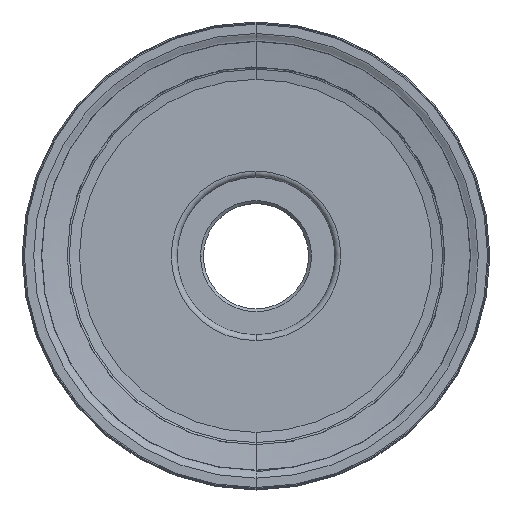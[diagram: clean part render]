
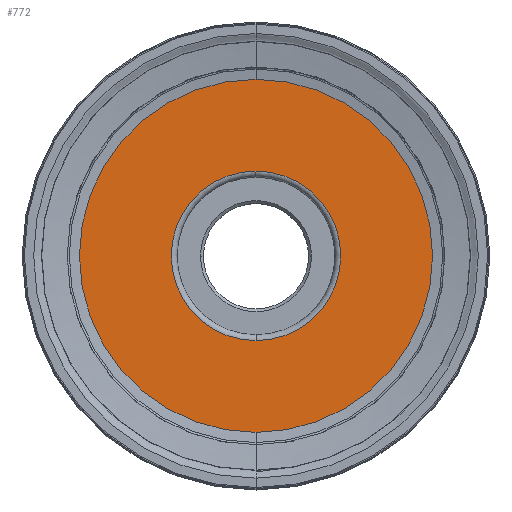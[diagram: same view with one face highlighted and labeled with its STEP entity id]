
A CAD part, top view. The second image highlights one B-rep face of the part: STEP entity #772.
In plain terms, the highlighted planar face has unit normal (0, 0, 1).
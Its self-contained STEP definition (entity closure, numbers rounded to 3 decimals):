
#15=CARTESIAN_POINT('',(0.,0.,63.1));
#16=DIRECTION('',(0.,0.,1.));
#17=DIRECTION('',(0.,1.,0.));
#18=AXIS2_PLACEMENT_3D('',#15,#16,#17);
#20=CARTESIAN_POINT('',(0.,0.,63.1));
#21=DIRECTION('',(0.,0.,-1.));
#22=DIRECTION('',(0.,1.,0.));
#23=AXIS2_PLACEMENT_3D('',#20,#21,#22);
#25=CARTESIAN_POINT('',(0.,0.,63.1));
#26=DIRECTION('',(0.,0.,-1.));
#27=DIRECTION('',(0.,-1.,0.));
#28=AXIS2_PLACEMENT_3D('',#25,#26,#27);
#30=CARTESIAN_POINT('',(0.,0.,63.1));
#31=DIRECTION('',(0.,0.,-1.));
#32=DIRECTION('',(0.,1.,0.));
#33=AXIS2_PLACEMENT_3D('',#30,#31,#32);
#612=CARTESIAN_POINT('',(0.,30.2,63.1));
#614=VERTEX_POINT('',#612);
#616=CARTESIAN_POINT('',(0.,-30.2,63.1));
#618=VERTEX_POINT('',#616);
#731=CARTESIAN_POINT('',(0.,-14.5,63.1));
#732=CARTESIAN_POINT('',(0.,14.5,63.1));
#733=VERTEX_POINT('',#731);
#734=VERTEX_POINT('',#732);
#755=CARTESIAN_POINT('',(0.,0.,63.1));
#756=DIRECTION('',(0.,0.,-1.));
#757=DIRECTION('',(0.,-1.,0.));
#758=AXIS2_PLACEMENT_3D('',#755,#756,#757);
#759=PLANE('',#758);
#761=ORIENTED_EDGE('',*,*,#760,.F.);
#763=ORIENTED_EDGE('',*,*,#762,.T.);
#764=EDGE_LOOP('',(#761,#763));
#765=FACE_OUTER_BOUND('',#764,.F.);
#767=ORIENTED_EDGE('',*,*,#766,.F.);
#769=ORIENTED_EDGE('',*,*,#768,.F.);
#770=EDGE_LOOP('',(#767,#769));
#771=FACE_BOUND('',#770,.F.);
#772=ADVANCED_FACE('',(#765,#771),#759,.F.);
#19=CIRCLE('',#18,30.2);
#24=CIRCLE('',#23,30.2);
#29=CIRCLE('',#28,14.5);
#34=CIRCLE('',#33,14.5);
#760=EDGE_CURVE('',#614,#618,#19,.T.);
#762=EDGE_CURVE('',#614,#618,#24,.T.);
#766=EDGE_CURVE('',#733,#734,#29,.T.);
#768=EDGE_CURVE('',#734,#733,#34,.T.);
